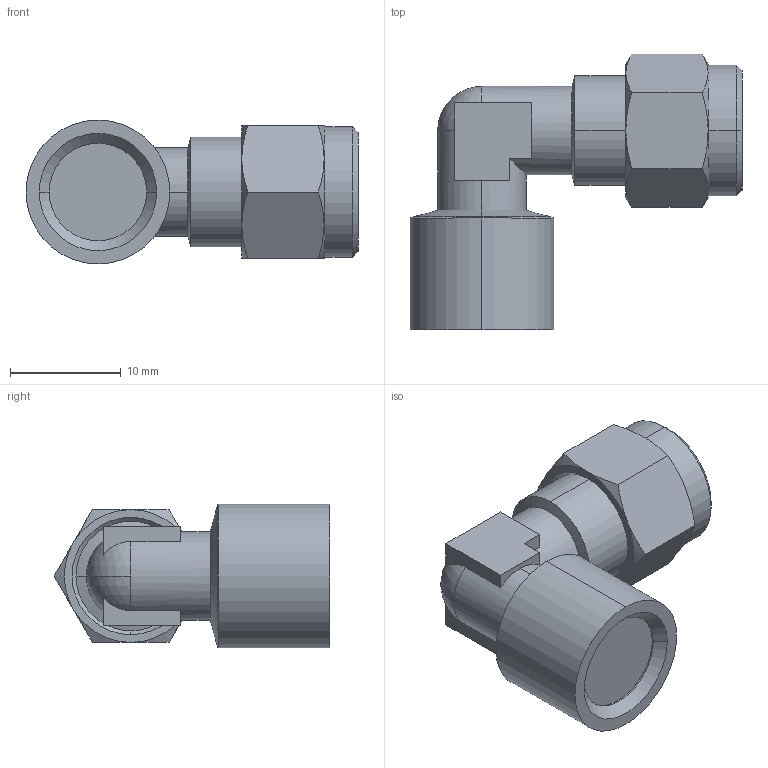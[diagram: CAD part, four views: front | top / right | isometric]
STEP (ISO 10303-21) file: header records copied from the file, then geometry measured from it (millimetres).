
FILE_DESCRIPTION (( 'STEP AP214' ), '1' );
FILE_NAME ('1029000002.step', '2013-02-25T17:14:28', ( '' ), ( '' ), 'SwSTEP 2.0', 'SolidWorks 2012', '' );
FILE_SCHEMA (( 'AUTOMOTIVE_DESIGN' ));
Length unit declared in the file: millimetre
Products named in the file (1): 1029000002
Bounding box: 30 x 24.93 x 13 mm (x, y, z)
Volume: 3735 mm3; surface area: 1861.7 mm2
Topology: 1 solids, 1 shells, 63 faces, 147 edges, 89 vertices
Faces by surface type: plane 25, cone 20, cylinder 14, sphere 2, torus 2
Entity records: 1894 total; most frequent: CARTESIAN_POINT 422, DIRECTION 312, ORIENTED_EDGE 294, EDGE_CURVE 147, AXIS2_PLACEMENT_3D 123, VERTEX_POINT 89, VECTOR 66, LINE 66
